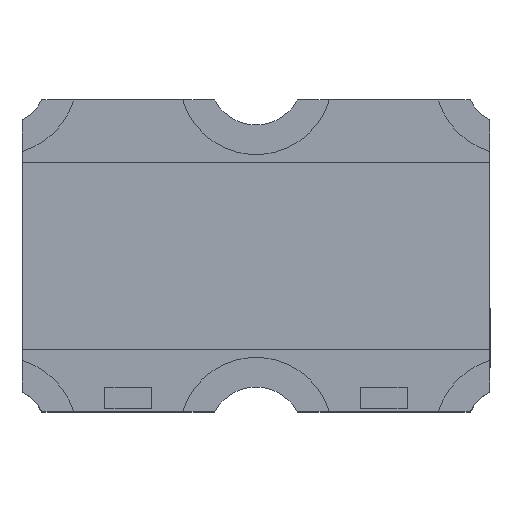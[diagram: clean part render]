
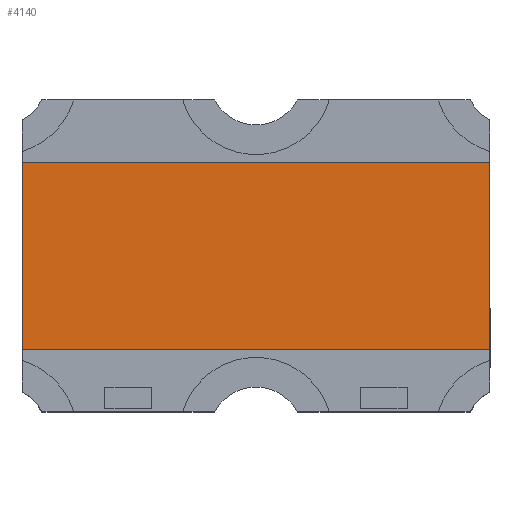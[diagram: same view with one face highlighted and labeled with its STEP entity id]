
A CAD part, top view. The second image highlights one B-rep face of the part: STEP entity #4140.
In plain terms, the highlighted planar face has unit normal (0, 0, 1).
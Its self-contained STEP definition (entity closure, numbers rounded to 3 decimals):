
#34 = EDGE_CURVE ( 'NONE', #3486, #4083, #405, .T. ) ;
#150 = EDGE_CURVE ( 'NONE', #4083, #756, #2680, .T. ) ;
#169 = AXIS2_PLACEMENT_3D ( 'NONE', #2594, #359, #3900 ) ;
#289 = CARTESIAN_POINT ( 'NONE',  ( 0.749, 0.3, 0.2 ) ) ;
#349 = VERTEX_POINT ( 'NONE', #4182 ) ;
#353 = ORIENTED_EDGE ( 'NONE', *, *, #2938, .T. ) ;
#359 = DIRECTION ( 'NONE',  ( 0., 0., 1. ) ) ;
#372 = VECTOR ( 'NONE', #3935, 1000. ) ;
#380 = PLANE ( 'NONE',  #169 ) ;
#405 = LINE ( 'NONE', #1700, #2881 ) ;
#542 = CARTESIAN_POINT ( 'NONE',  ( -0.749, 0.3, 0.2 ) ) ;
#737 = DIRECTION ( 'NONE',  ( 0., -1., 0. ) ) ;
#738 = ORIENTED_EDGE ( 'NONE', *, *, #150, .T. ) ;
#756 = VERTEX_POINT ( 'NONE', #542 ) ;
#982 = CARTESIAN_POINT ( 'NONE',  ( 0.749, 0.3, 0.2 ) ) ;
#1031 = CARTESIAN_POINT ( 'NONE',  ( -0.749, -0.3, 0.2 ) ) ;
#1107 = CARTESIAN_POINT ( 'NONE',  ( 0.749, -0.3, 0.2 ) ) ;
#1112 = VECTOR ( 'NONE', #1255, 1000. ) ;
#1172 = ORIENTED_EDGE ( 'NONE', *, *, #34, .T. ) ;
#1255 = DIRECTION ( 'NONE',  ( -1., 0., 0. ) ) ;
#1700 = CARTESIAN_POINT ( 'NONE',  ( 0.749, 0., 0.2 ) ) ;
#1783 = FACE_OUTER_BOUND ( 'NONE', #1919, .T. ) ;
#1919 = EDGE_LOOP ( 'NONE', ( #353, #3804, #1172, #738 ) ) ;
#1980 = DIRECTION ( 'NONE',  ( 0., 1., 0. ) ) ;
#2445 = LINE ( 'NONE', #1031, #372 ) ;
#2594 = CARTESIAN_POINT ( 'NONE',  ( 0., 0., 0.2 ) ) ;
#2615 = VECTOR ( 'NONE', #737, 1000. ) ;
#2680 = LINE ( 'NONE', #289, #1112 ) ;
#2695 = CARTESIAN_POINT ( 'NONE',  ( -0.749, 0.3, 0.2 ) ) ;
#2881 = VECTOR ( 'NONE', #1980, 1000. ) ;
#2938 = EDGE_CURVE ( 'NONE', #756, #349, #4178, .T. ) ;
#3486 = VERTEX_POINT ( 'NONE', #1107 ) ;
#3804 = ORIENTED_EDGE ( 'NONE', *, *, #3924, .T. ) ;
#3900 = DIRECTION ( 'NONE',  ( 1., 0., 0. ) ) ;
#3924 = EDGE_CURVE ( 'NONE', #349, #3486, #2445, .T. ) ;
#3935 = DIRECTION ( 'NONE',  ( 1., 0., 0. ) ) ;
#4083 = VERTEX_POINT ( 'NONE', #982 ) ;
#4140 = ADVANCED_FACE ( 'NONE', ( #1783 ), #380, .T. ) ;
#4178 = LINE ( 'NONE', #2695, #2615 ) ;
#4182 = CARTESIAN_POINT ( 'NONE',  ( -0.749, -0.3, 0.2 ) ) ;
